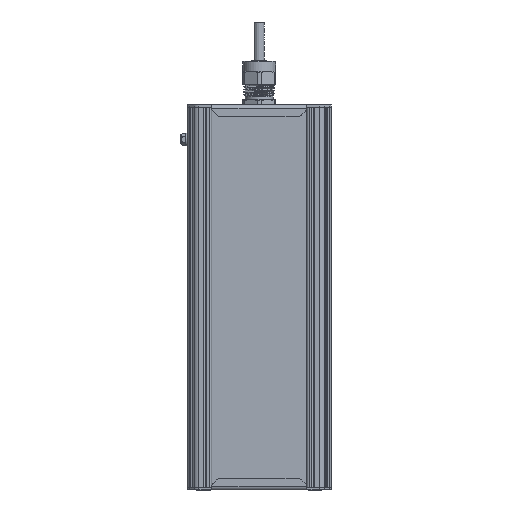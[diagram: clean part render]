
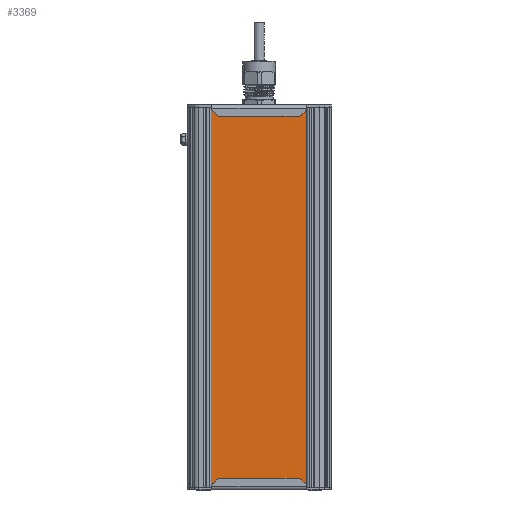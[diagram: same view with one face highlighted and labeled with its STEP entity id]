
A CAD part, front view. The second image highlights one B-rep face of the part: STEP entity #3369.
In plain terms, the highlighted face is planar.
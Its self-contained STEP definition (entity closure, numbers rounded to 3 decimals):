
#3369=ADVANCED_FACE('',(#12385),#12387,.T.);
#12385=FACE_BOUND('',#12386,.T.);
#12386=EDGE_LOOP('',(#39474,#39475,#39476,#39477));
#12387=PLANE('',#12388);
#12388=AXIS2_PLACEMENT_3D('',#12389,#12390,#12391);
#12389=CARTESIAN_POINT('',(120.465,593.492,117.308));
#12390=DIRECTION('',(0.,0.,-1.));
#12391=DIRECTION('',(0.,1.,0.));
#39474=ORIENTED_EDGE('',*,*,#45071,.T.);
#39475=ORIENTED_EDGE('',*,*,#45070,.T.);
#39476=ORIENTED_EDGE('',*,*,#45072,.F.);
#39477=ORIENTED_EDGE('',*,*,#45073,.F.);
#45070=EDGE_CURVE('',#48935,#48940,#48942,.T.);
#45071=EDGE_CURVE('',#48943,#48935,#48944,.T.);
#45072=EDGE_CURVE('',#48945,#48940,#48946,.T.);
#45073=EDGE_CURVE('',#48943,#48945,#48947,.T.);
#48935=VERTEX_POINT('',#60216);
#48940=VERTEX_POINT('',#60225);
#48942=LINE('',#60229,#60230);
#48943=VERTEX_POINT('',#60232);
#48944=LINE('',#60233,#60234);
#48945=VERTEX_POINT('',#60236);
#48946=LINE('',#60237,#60238);
#48947=LINE('',#60240,#60241);
#60216=CARTESIAN_POINT('',(120.465,679.838,117.308));
#60225=CARTESIAN_POINT('',(416.465,679.838,117.308));
#60229=CARTESIAN_POINT('',(120.465,679.838,117.308));
#60230=VECTOR('',#60231,1.);
#60231=DIRECTION('',(1.,0.,0.));
#60232=CARTESIAN_POINT('',(120.465,593.492,117.308));
#60233=CARTESIAN_POINT('',(120.465,593.492,117.308));
#60234=VECTOR('',#60235,1.);
#60235=DIRECTION('',(0.,1.,0.));
#60236=CARTESIAN_POINT('',(416.465,593.492,117.308));
#60237=CARTESIAN_POINT('',(416.465,593.492,117.308));
#60238=VECTOR('',#60239,1.);
#60239=DIRECTION('',(0.,1.,0.));
#60240=CARTESIAN_POINT('',(120.465,593.492,117.308));
#60241=VECTOR('',#60242,1.);
#60242=DIRECTION('',(1.,0.,0.));
